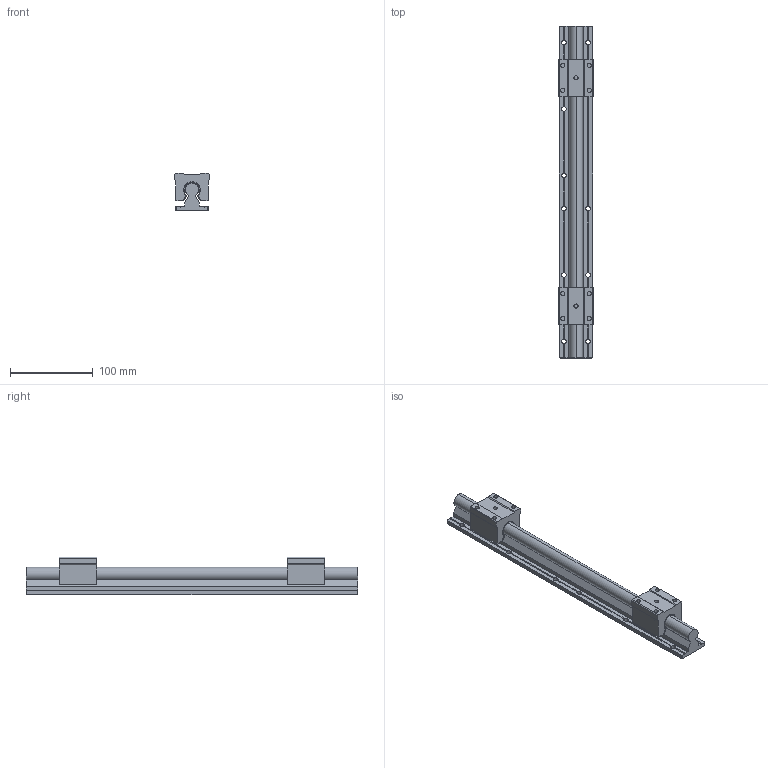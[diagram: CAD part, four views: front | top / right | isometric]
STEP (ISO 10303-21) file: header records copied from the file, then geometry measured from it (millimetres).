
FILE_DESCRIPTION(('HOOPS Exchange Step'),'2;1');
FILE_NAME('temp_export','2024-09-14T17:18:42-05:00',('mobile'),('Shapr3D Limited'),'HOOPS Exchange 2024.2','Shapr3D','Authorized');
FILE_SCHEMA( ('AP242_MANAGED_MODEL_BASED_3D_ENGINEERING_MIM_LF {1 0 10303 442 1 1 4 }') );
Length unit declared in the file: millimetre
Products named in the file (1): root
Bounding box: 41 x 400 x 45 mm (x, y, z)
Volume: 316066.7 mm3; surface area: 91890.3 mm2
Topology: 5 solids, 5 shells, 147 faces, 427 edges, 288 vertices
Faces by surface type: plane 99, cylinder 48
Full cylindrical faces by diameter (mm): 5 x10, 5.5 x10
Entity records: 5206 total; most frequent: CARTESIAN_POINT 1062, DIRECTION 887, ORIENTED_EDGE 854, EDGE_CURVE 427, AXIS2_PLACEMENT_3D 313, VERTEX_POINT 288, VECTOR 261, LINE 261
